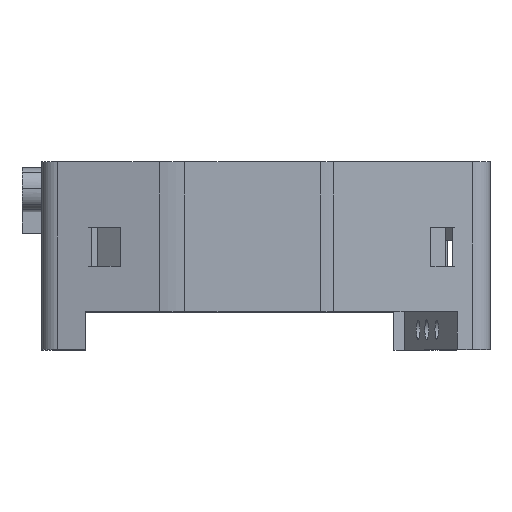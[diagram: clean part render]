
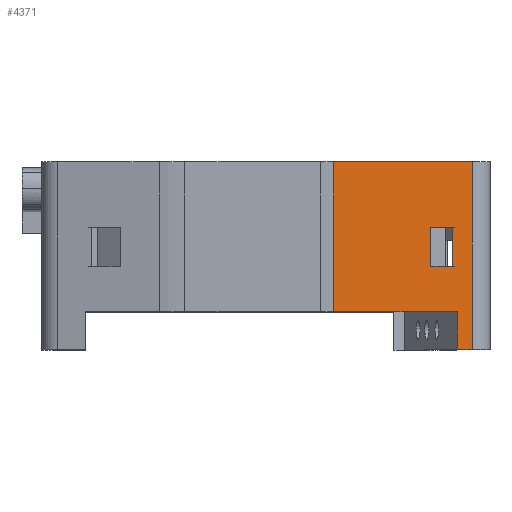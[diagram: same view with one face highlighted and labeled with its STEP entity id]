
A CAD part, top view. The second image highlights one B-rep face of the part: STEP entity #4371.
In plain terms, the highlighted planar face has unit normal (0.1, 0, 0.995).
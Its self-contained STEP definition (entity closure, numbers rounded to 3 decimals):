
#309=FACE_BOUND('',#970,.T.);
#444=PLANE('',#4723);
#656=FACE_OUTER_BOUND('',#969,.T.);
#969=EDGE_LOOP('',(#3918,#3919,#3920,#3921,#3922,#3923));
#970=EDGE_LOOP('',(#3924,#3925,#3926,#3927));
#1227=LINE('',#6630,#1652);
#1231=LINE('',#6637,#1656);
#1237=LINE('',#6649,#1662);
#1241=LINE('',#6655,#1666);
#1308=LINE('',#6824,#1733);
#1318=LINE('',#6854,#1743);
#1339=LINE('',#6915,#1764);
#1347=LINE('',#6932,#1772);
#1363=LINE('',#6967,#1788);
#1397=LINE('',#7101,#1822);
#1652=VECTOR('',#5309,10.);
#1656=VECTOR('',#5315,10.);
#1662=VECTOR('',#5325,10.);
#1666=VECTOR('',#5331,10.);
#1733=VECTOR('',#5494,10.);
#1743=VECTOR('',#5518,10.);
#1764=VECTOR('',#5579,10.);
#1772=VECTOR('',#5593,10.);
#1788=VECTOR('',#5627,10.);
#1822=VECTOR('',#5805,10.);
#2082=VERTEX_POINT('',#6627);
#2083=VERTEX_POINT('',#6629);
#2085=VERTEX_POINT('',#6635);
#2089=VERTEX_POINT('',#6647);
#2142=VERTEX_POINT('',#6818);
#2144=VERTEX_POINT('',#6822);
#2157=VERTEX_POINT('',#6852);
#2177=VERTEX_POINT('',#6913);
#2183=VERTEX_POINT('',#6930);
#2193=VERTEX_POINT('',#6965);
#2560=EDGE_CURVE('',#2082,#2083,#1227,.T.);
#2564=EDGE_CURVE('',#2085,#2082,#1231,.T.);
#2570=EDGE_CURVE('',#2089,#2085,#1237,.T.);
#2574=EDGE_CURVE('',#2083,#2089,#1241,.T.);
#2658=EDGE_CURVE('',#2142,#2144,#1308,.T.);
#2673=EDGE_CURVE('',#2144,#2157,#1318,.T.);
#2706=EDGE_CURVE('',#2157,#2177,#1339,.T.);
#2715=EDGE_CURVE('',#2177,#2183,#1347,.T.);
#2732=EDGE_CURVE('',#2183,#2193,#1363,.T.);
#2793=EDGE_CURVE('',#2193,#2142,#1397,.T.);
#3918=ORIENTED_EDGE('',*,*,#2658,.T.);
#3919=ORIENTED_EDGE('',*,*,#2673,.T.);
#3920=ORIENTED_EDGE('',*,*,#2706,.T.);
#3921=ORIENTED_EDGE('',*,*,#2715,.T.);
#3922=ORIENTED_EDGE('',*,*,#2732,.T.);
#3923=ORIENTED_EDGE('',*,*,#2793,.T.);
#3924=ORIENTED_EDGE('',*,*,#2570,.F.);
#3925=ORIENTED_EDGE('',*,*,#2574,.F.);
#3926=ORIENTED_EDGE('',*,*,#2560,.F.);
#3927=ORIENTED_EDGE('',*,*,#2564,.F.);
#4371=ADVANCED_FACE('',(#656,#309),#444,.F.);
#4723=AXIS2_PLACEMENT_3D('',#7102,#5806,#5807);
#5309=DIRECTION('',(0.995,0.,-0.1));
#5315=DIRECTION('',(0.,-1.,0.));
#5325=DIRECTION('',(-0.995,0.,0.1));
#5331=DIRECTION('',(0.,1.,0.));
#5494=DIRECTION('',(0.,1.,0.));
#5518=DIRECTION('',(-0.995,0.,0.1));
#5579=DIRECTION('',(0.,-1.,0.));
#5593=DIRECTION('',(0.995,0.,-0.1));
#5627=DIRECTION('',(0.,-1.,0.));
#5805=DIRECTION('',(0.995,0.,-0.1));
#5806=DIRECTION('center_axis',(-0.1,0.,-0.995));
#5807=DIRECTION('ref_axis',(-0.995,0.,0.1));
#6627=CARTESIAN_POINT('',(-77.314,-11.,-151.524));
#6629=CARTESIAN_POINT('',(-73.958,-11.,-151.86));
#6630=CARTESIAN_POINT('',(-71.012,-11.,-152.154));
#6635=CARTESIAN_POINT('',(-77.314,-5.,-151.524));
#6637=CARTESIAN_POINT('',(-77.314,-5.5,-151.524));
#6647=CARTESIAN_POINT('',(-73.958,-5.,-151.86));
#6649=CARTESIAN_POINT('',(-71.602,-5.,-152.095));
#6655=CARTESIAN_POINT('',(-73.958,-2.5,-151.86));
#6818=CARTESIAN_POINT('',(-70.937,-23.75,-152.162));
#6822=CARTESIAN_POINT('',(-70.937,5.,-152.162));
#6824=CARTESIAN_POINT('',(-70.937,2.5,-152.162));
#6852=CARTESIAN_POINT('',(-92.243,5.,-150.031));
#6854=CARTESIAN_POINT('',(-68.235,5.,-152.432));
#6913=CARTESIAN_POINT('',(-92.243,-18.,-150.031));
#6915=CARTESIAN_POINT('',(-92.243,0.,-150.031));
#6930=CARTESIAN_POINT('',(-73.235,-18.,-151.932));
#6932=CARTESIAN_POINT('',(-93.235,-18.,-149.932));
#6965=CARTESIAN_POINT('',(-73.235,-23.75,-151.932));
#6967=CARTESIAN_POINT('',(-73.235,5.,-151.932));
#7101=CARTESIAN_POINT('',(-68.235,-23.75,-152.432));
#7102=CARTESIAN_POINT('Origin',(-73.235,0.,-151.932));
